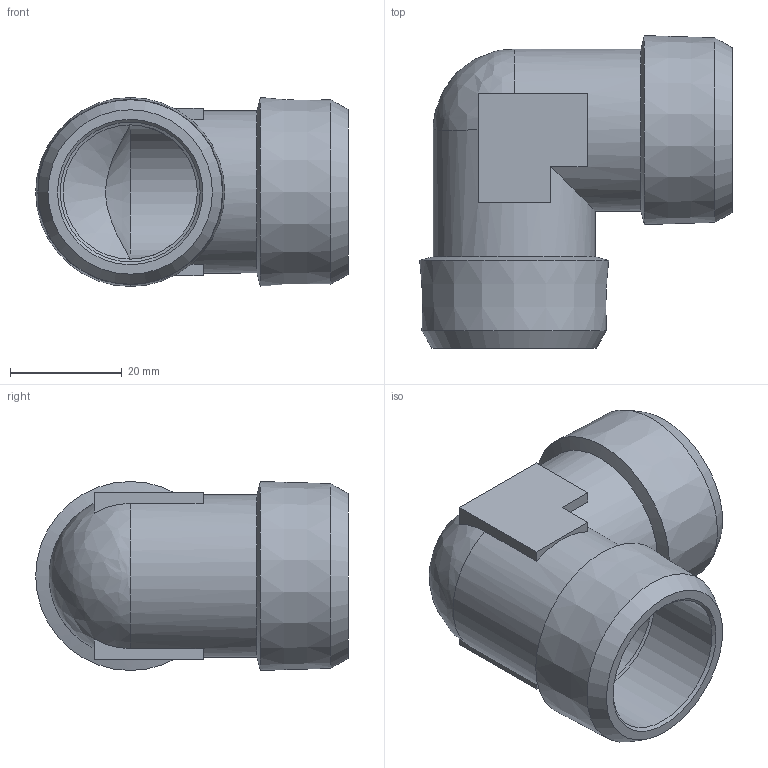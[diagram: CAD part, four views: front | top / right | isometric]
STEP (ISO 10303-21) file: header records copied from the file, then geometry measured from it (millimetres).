
FILE_DESCRIPTION (( 'STEP AP214' ), '1' );
FILE_NAME ('0500000010900A.STEP', '2013-08-07T14:52:55', ( 'ST01' ), ( '' ), 'SwSTEP 2.0', 'SolidWorks 2012', '' );
FILE_SCHEMA (( 'AUTOMOTIVE_DESIGN' ));
Length unit declared in the file: millimetre
Products named in the file (1): 0500000010900A
Bounding box: 55.89 x 55.89 x 33.79 mm (x, y, z)
Volume: 22658.5 mm3; surface area: 14179.2 mm2
Topology: 1 solids, 1 shells, 35 faces, 89 edges, 55 vertices
Faces by surface type: plane 16, cone 12, cylinder 6, bspline 1
Full cylindrical faces by diameter (mm): 24 x2, 25 x2, 29 x2
Entity records: 973 total; most frequent: CARTESIAN_POINT 209, DIRECTION 156, ORIENTED_EDGE 128, EDGE_CURVE 64, AXIS2_PLACEMENT_3D 62, EDGE_LOOP 53, VERTEX_POINT 47, FACE_OUTER_BOUND 41
